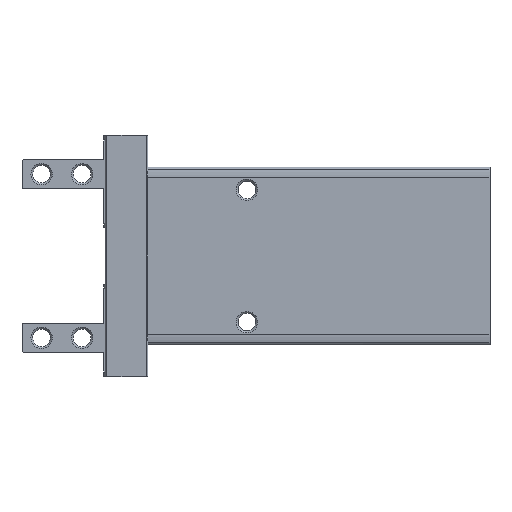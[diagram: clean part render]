
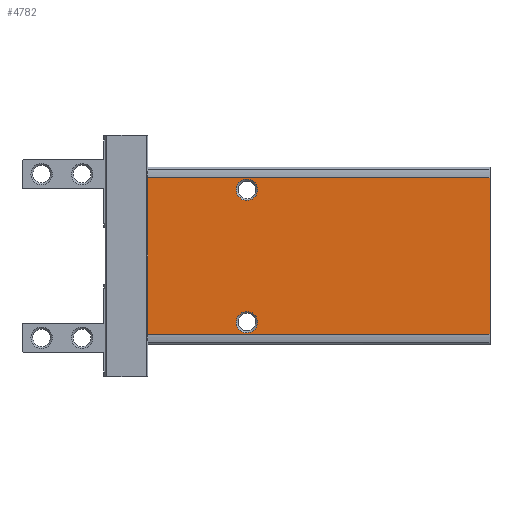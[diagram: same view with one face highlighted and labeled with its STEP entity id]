
A CAD part, left-side view. The second image highlights one B-rep face of the part: STEP entity #4782.
In plain terms, the highlighted face is planar.
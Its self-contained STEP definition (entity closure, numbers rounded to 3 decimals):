
#195=LINE('',#7394,#603);
#196=LINE('',#7402,#604);
#197=LINE('',#7404,#605);
#198=LINE('',#7406,#606);
#603=VECTOR('',#5812,1000.);
#604=VECTOR('',#5821,1000.);
#605=VECTOR('',#5822,1000.);
#606=VECTOR('',#5823,1000.);
#1052=ORIENTED_EDGE('',*,*,#2419,.F.);
#1053=ORIENTED_EDGE('',*,*,#2420,.F.);
#1054=ORIENTED_EDGE('',*,*,#2421,.T.);
#1055=ORIENTED_EDGE('',*,*,#2422,.F.);
#1056=ORIENTED_EDGE('',*,*,#2423,.F.);
#1057=ORIENTED_EDGE('',*,*,#2417,.T.);
#2417=EDGE_CURVE('',#3099,#3098,#195,.T.);
#2419=EDGE_CURVE('',#3100,#3100,#3555,.T.);
#2420=EDGE_CURVE('',#3101,#3101,#3556,.T.);
#2421=EDGE_CURVE('',#3098,#3102,#196,.T.);
#2422=EDGE_CURVE('',#3103,#3102,#197,.T.);
#2423=EDGE_CURVE('',#3099,#3103,#198,.T.);
#3098=VERTEX_POINT('',#7393);
#3099=VERTEX_POINT('',#7395);
#3100=VERTEX_POINT('',#7399);
#3101=VERTEX_POINT('',#7401);
#3102=VERTEX_POINT('',#7403);
#3103=VERTEX_POINT('',#7405);
#3555=CIRCLE('',#5157,1.5);
#3556=CIRCLE('',#5158,1.5);
#3817=EDGE_LOOP('',(#1052));
#3818=EDGE_LOOP('',(#1053));
#3819=EDGE_LOOP('',(#1054,#1055,#1056,#1057));
#4217=FACE_BOUND('',#3817,.T.);
#4218=FACE_BOUND('',#3818,.T.);
#4219=FACE_BOUND('',#3819,.T.);
#4608=PLANE('',#5156);
#4782=ADVANCED_FACE('',(#4217,#4218,#4219),#4608,.F.);
#5156=AXIS2_PLACEMENT_3D('',#7397,#5815,#5816);
#5157=AXIS2_PLACEMENT_3D('',#7398,#5817,#5818);
#5158=AXIS2_PLACEMENT_3D('',#7400,#5819,#5820);
#5812=DIRECTION('',(0.,-1.,0.));
#5815=DIRECTION('',(0.,0.,-1.));
#5816=DIRECTION('',(-1.,0.,0.));
#5817=DIRECTION('',(0.,0.,1.));
#5818=DIRECTION('',(1.,0.,0.));
#5819=DIRECTION('',(0.,0.,1.));
#5820=DIRECTION('',(1.,0.,0.));
#5821=DIRECTION('',(1.,0.,0.));
#5822=DIRECTION('',(0.,-1.,0.));
#5823=DIRECTION('',(1.,0.,0.));
#7393=CARTESIAN_POINT('',(-11.,0.,8.));
#7394=CARTESIAN_POINT('',(-11.,48.06,8.));
#7395=CARTESIAN_POINT('',(-11.,48.06,8.));
#7397=CARTESIAN_POINT('',(-11.,48.06,8.));
#7398=CARTESIAN_POINT('',(-9.3,34.16,8.));
#7399=CARTESIAN_POINT('',(-7.8,34.16,8.));
#7400=CARTESIAN_POINT('',(9.3,34.16,8.));
#7401=CARTESIAN_POINT('',(10.8,34.16,8.));
#7402=CARTESIAN_POINT('',(-11.,0.,8.));
#7403=CARTESIAN_POINT('',(11.,0.,8.));
#7404=CARTESIAN_POINT('',(11.,48.06,8.));
#7405=CARTESIAN_POINT('',(11.,48.06,8.));
#7406=CARTESIAN_POINT('',(-11.,48.06,8.));
